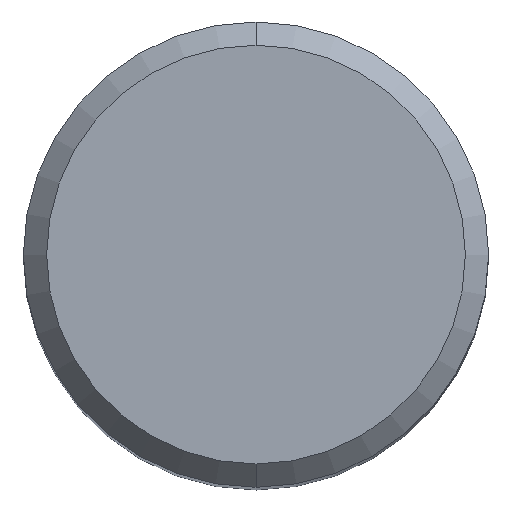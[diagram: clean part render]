
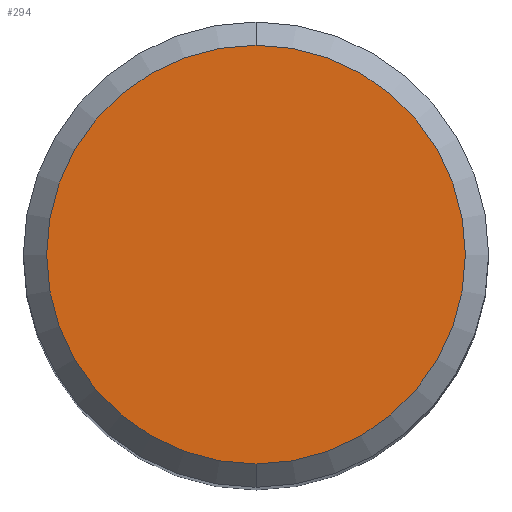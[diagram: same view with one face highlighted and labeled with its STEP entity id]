
A CAD part, top view. The second image highlights one B-rep face of the part: STEP entity #294.
In plain terms, the highlighted planar face has unit normal (0, 0, 1).
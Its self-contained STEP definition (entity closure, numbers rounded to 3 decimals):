
#196=EDGE_CURVE('',#212,#448,#498,.T.);
#212=VERTEX_POINT('',#515);
#294=ADVANCED_FACE('',(#608),#609,.T.);
#408=EDGE_CURVE('',#448,#212,#734,.T.);
#448=VERTEX_POINT('',#778);
#498=CIRCLE('',#898,9.0);
#515=CARTESIAN_POINT('',(0.,-9.0,0.0));
#608=FACE_OUTER_BOUND('',#1142,.T.);
#609=PLANE('',#1143);
#734=CIRCLE('',#1446,9.0);
#778=CARTESIAN_POINT('',(0.0,9.0,0.0));
#898=AXIS2_PLACEMENT_3D('',#1597,#1598,#1599);
#1142=EDGE_LOOP('',(#1744,#1745));
#1143=AXIS2_PLACEMENT_3D('',#1746,#1747,#1748);
#1446=AXIS2_PLACEMENT_3D('',#1883,#1884,#1885);
#1597=CARTESIAN_POINT('',(0.0,0.0,0.0));
#1598=DIRECTION('',(0.0,0.0,-1.0));
#1599=DIRECTION('',(0.0,1.0,0.0));
#1744=ORIENTED_EDGE('',*,*,#408,.F.);
#1745=ORIENTED_EDGE('',*,*,#196,.F.);
#1746=CARTESIAN_POINT('',(0.0,4.5,0.0));
#1747=DIRECTION('',(-0.0,0.0,1.0));
#1748=DIRECTION('',(0.0,-1.0,0.0));
#1883=CARTESIAN_POINT('',(0.0,0.0,0.0));
#1884=DIRECTION('',(0.0,0.0,-1.0));
#1885=DIRECTION('',(0.0,1.0,0.0));
